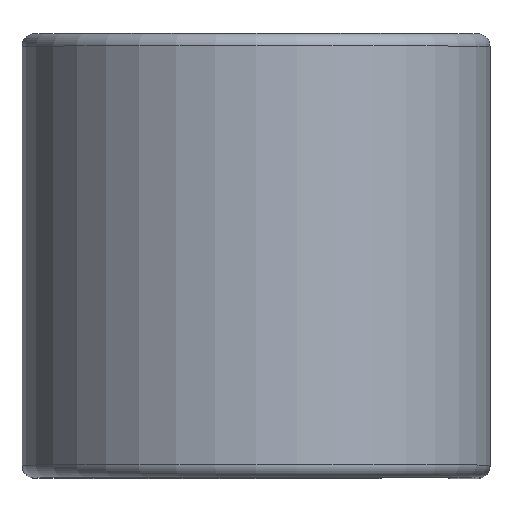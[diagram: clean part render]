
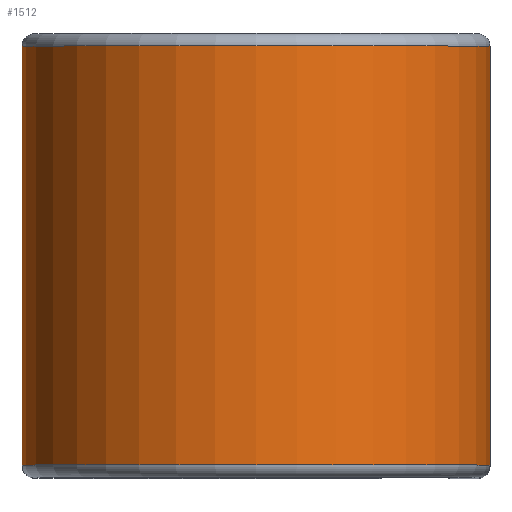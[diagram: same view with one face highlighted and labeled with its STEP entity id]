
A CAD part, top view. The second image highlights one B-rep face of the part: STEP entity #1512.
In plain terms, the highlighted cylindrical face has radius 14.224 mm (diameter 28.448 mm), a partial arc.
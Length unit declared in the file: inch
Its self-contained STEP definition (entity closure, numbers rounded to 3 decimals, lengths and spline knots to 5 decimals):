
#66 = EDGE_CURVE ( 'NONE', #2672, #524, #629, .T. ) ;
#176 = CARTESIAN_POINT ( 'NONE',  ( 0., 0.5, 0.875 ) ) ;
#190 = ORIENTED_EDGE ( 'NONE', *, *, #66, .T. ) ;
#309 = VERTEX_POINT ( 'NONE', #1464 ) ;
#352 = VECTOR ( 'NONE', #1368, 39.37008 ) ;
#376 = DIRECTION ( 'NONE',  ( 0., -1., 0. ) ) ;
#438 = VECTOR ( 'NONE', #2445, 39.37008 ) ;
#502 = LINE ( 'NONE', #1714, #438 ) ;
#524 = VERTEX_POINT ( 'NONE', #1623 ) ;
#570 = DIRECTION ( 'NONE',  ( 0., -1., 0. ) ) ;
#577 = CARTESIAN_POINT ( 'NONE',  ( 0.56, 0.50125, 0.875 ) ) ;
#629 = CIRCLE ( 'NONE', #3021, 0.56 ) ;
#674 = FACE_OUTER_BOUND ( 'NONE', #688, .T. ) ;
#684 = CARTESIAN_POINT ( 'NONE',  ( 0.56, 0.50125, 0.875 ) ) ;
#688 = EDGE_LOOP ( 'NONE', ( #2419, #190, #1603, #2230 ) ) ;
#868 = CARTESIAN_POINT ( 'NONE',  ( 0., 0.50125, 0.875 ) ) ;
#915 = VERTEX_POINT ( 'NONE', #2495 ) ;
#1103 = DIRECTION ( 'NONE',  ( 0., 0., -1. ) ) ;
#1368 = DIRECTION ( 'NONE',  ( 0., 1., 0. ) ) ;
#1389 = EDGE_CURVE ( 'NONE', #309, #524, #502, .T. ) ;
#1464 = CARTESIAN_POINT ( 'NONE',  ( -0.56, -0.50125, 0.875 ) ) ;
#1512 = ADVANCED_FACE ( 'NONE', ( #674 ), #1542, .T. ) ;
#1542 = CYLINDRICAL_SURFACE ( 'NONE', #2705, 0.56 ) ;
#1603 = ORIENTED_EDGE ( 'NONE', *, *, #1389, .F. ) ;
#1623 = CARTESIAN_POINT ( 'NONE',  ( -0.56, 0.50125, 0.875 ) ) ;
#1714 = CARTESIAN_POINT ( 'NONE',  ( -0.56, 0.50125, 0.875 ) ) ;
#1824 = EDGE_CURVE ( 'NONE', #915, #2672, #2185, .T. ) ;
#1867 = CIRCLE ( 'NONE', #2866, 0.56 ) ;
#1961 = CARTESIAN_POINT ( 'NONE',  ( 0., -0.50125, 0.875 ) ) ;
#2029 = EDGE_CURVE ( 'NONE', #915, #309, #1867, .T. ) ;
#2185 = LINE ( 'NONE', #684, #352 ) ;
#2196 = DIRECTION ( 'NONE',  ( 0., 0., -1. ) ) ;
#2230 = ORIENTED_EDGE ( 'NONE', *, *, #2029, .F. ) ;
#2419 = ORIENTED_EDGE ( 'NONE', *, *, #1824, .T. ) ;
#2445 = DIRECTION ( 'NONE',  ( 0., 1., 0. ) ) ;
#2495 = CARTESIAN_POINT ( 'NONE',  ( 0.56, -0.50125, 0.875 ) ) ;
#2528 = DIRECTION ( 'NONE',  ( 0., -1., 0. ) ) ;
#2672 = VERTEX_POINT ( 'NONE', #577 ) ;
#2705 = AXIS2_PLACEMENT_3D ( 'NONE', #176, #376, #2937 ) ;
#2866 = AXIS2_PLACEMENT_3D ( 'NONE', #1961, #570, #2196 ) ;
#2937 = DIRECTION ( 'NONE',  ( 0., 0., -1. ) ) ;
#3021 = AXIS2_PLACEMENT_3D ( 'NONE', #868, #2528, #1103 ) ;
